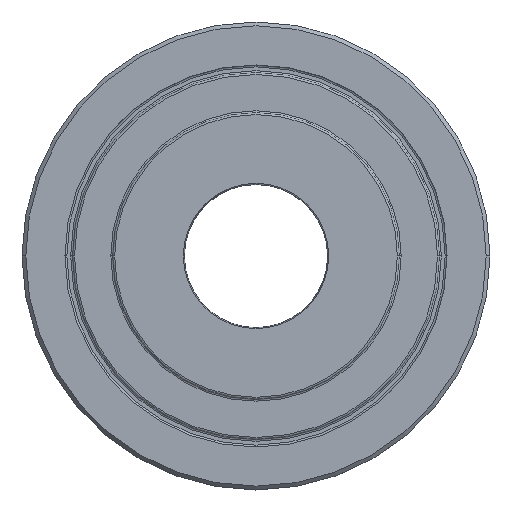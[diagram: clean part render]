
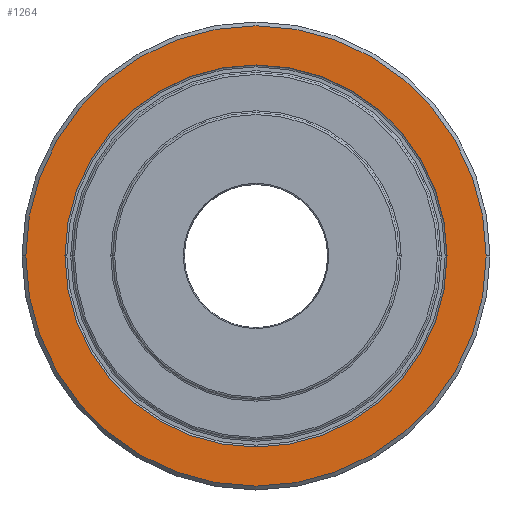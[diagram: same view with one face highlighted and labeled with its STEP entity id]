
A CAD part, top view. The second image highlights one B-rep face of the part: STEP entity #1264.
In plain terms, the highlighted planar face has unit normal (0, 0, 1).
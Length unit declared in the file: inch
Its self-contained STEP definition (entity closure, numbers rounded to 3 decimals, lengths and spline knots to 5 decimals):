
#9 = AXIS2_PLACEMENT_3D ( 'NONE', #940, #930, #720 ) ;
#128 = CARTESIAN_POINT ( 'NONE',  ( 0., 0., 0.3121 ) ) ;
#139 = DIRECTION ( 'NONE',  ( 1., 0., 0. ) ) ;
#142 = VERTEX_POINT ( 'NONE', #1410 ) ;
#168 = CIRCLE ( 'NONE', #851, 0.6025 ) ;
#186 = EDGE_CURVE ( 'NONE', #142, #1026, #1204, .T. ) ;
#191 = CARTESIAN_POINT ( 'NONE',  ( 0.6025, 0., 0.3121 ) ) ;
#303 = EDGE_CURVE ( 'NONE', #1026, #142, #1405, .T. ) ;
#315 = DIRECTION ( 'NONE',  ( 1., 0., 0. ) ) ;
#346 = CARTESIAN_POINT ( 'NONE',  ( 0., 0., 0.3121 ) ) ;
#351 = DIRECTION ( 'NONE',  ( 1., 0., 0. ) ) ;
#369 = PLANE ( 'NONE',  #9 ) ;
#392 = FACE_OUTER_BOUND ( 'NONE', #651, .T. ) ;
#399 = ORIENTED_EDGE ( 'NONE', *, *, #800, .T. ) ;
#401 = ORIENTED_EDGE ( 'NONE', *, *, #1223, .T. ) ;
#430 = DIRECTION ( 'NONE',  ( 0., 0., 1. ) ) ;
#567 = DIRECTION ( 'NONE',  ( 0., 0., 1. ) ) ;
#578 = ORIENTED_EDGE ( 'NONE', *, *, #303, .F. ) ;
#606 = CARTESIAN_POINT ( 'NONE',  ( -0.6025, 0., 0.3121 ) ) ;
#622 = CIRCLE ( 'NONE', #983, 0.6025 ) ;
#651 = EDGE_LOOP ( 'NONE', ( #401, #399 ) ) ;
#720 = DIRECTION ( 'NONE',  ( 1., 0., 0. ) ) ;
#785 = AXIS2_PLACEMENT_3D ( 'NONE', #346, #1344, #351 ) ;
#800 = EDGE_CURVE ( 'NONE', #1007, #902, #622, .T. ) ;
#839 = AXIS2_PLACEMENT_3D ( 'NONE', #1091, #430, #315 ) ;
#851 = AXIS2_PLACEMENT_3D ( 'NONE', #1353, #567, #919 ) ;
#902 = VERTEX_POINT ( 'NONE', #606 ) ;
#919 = DIRECTION ( 'NONE',  ( 1., 0., 0. ) ) ;
#930 = DIRECTION ( 'NONE',  ( 0., 0., 1. ) ) ;
#940 = CARTESIAN_POINT ( 'NONE',  ( 0., 0., 0.3121 ) ) ;
#975 = EDGE_LOOP ( 'NONE', ( #578, #1343 ) ) ;
#983 = AXIS2_PLACEMENT_3D ( 'NONE', #128, #1253, #139 ) ;
#1007 = VERTEX_POINT ( 'NONE', #191 ) ;
#1019 = FACE_BOUND ( 'NONE', #975, .T. ) ;
#1026 = VERTEX_POINT ( 'NONE', #1196 ) ;
#1091 = CARTESIAN_POINT ( 'NONE',  ( 0., 0., 0.3121 ) ) ;
#1196 = CARTESIAN_POINT ( 'NONE',  ( 0.5, 0., 0.3121 ) ) ;
#1204 = CIRCLE ( 'NONE', #839, 0.5 ) ;
#1223 = EDGE_CURVE ( 'NONE', #902, #1007, #168, .T. ) ;
#1253 = DIRECTION ( 'NONE',  ( 0., 0., 1. ) ) ;
#1264 = ADVANCED_FACE ( 'NONE', ( #392, #1019 ), #369, .T. ) ;
#1343 = ORIENTED_EDGE ( 'NONE', *, *, #186, .F. ) ;
#1344 = DIRECTION ( 'NONE',  ( 0., 0., 1. ) ) ;
#1353 = CARTESIAN_POINT ( 'NONE',  ( 0., 0., 0.3121 ) ) ;
#1405 = CIRCLE ( 'NONE', #785, 0.5 ) ;
#1410 = CARTESIAN_POINT ( 'NONE',  ( -0.5, 0., 0.3121 ) ) ;
